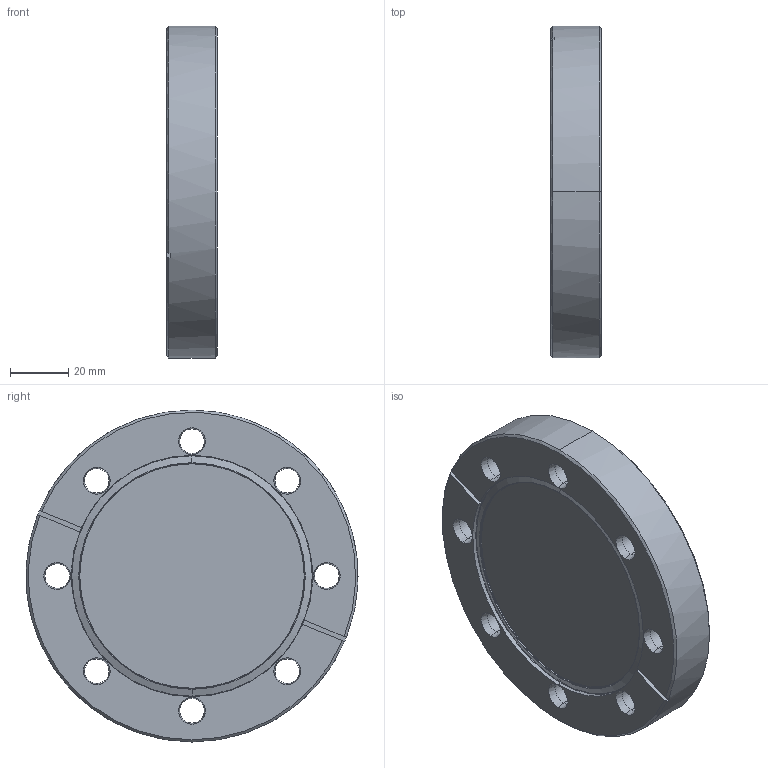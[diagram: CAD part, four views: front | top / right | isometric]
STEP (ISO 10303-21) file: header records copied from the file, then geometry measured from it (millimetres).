
FILE_DESCRIPTION (( 'STEP AP214' ), '1' );
FILE_NAME ('110018.STEP', '2024-02-05T16:13:18', ( '' ), ( '' ), 'SwSTEP 2.0', 'SolidWorks 2022', '' );
FILE_SCHEMA (( 'AUTOMOTIVE_DESIGN' ));
Length unit declared in the file: inch
Products named in the file (1): 110018
Bounding box: 17.27 x 113.54 x 113.54 mm (x, y, z)
Volume: 159830.6 mm3; surface area: 29361.3 mm2
Topology: 1 solids, 1 shells, 77 faces, 180 edges, 105 vertices
Faces by surface type: cone 41, cylinder 20, plane 10, torus 6
Entity records: 2271 total; most frequent: DIRECTION 433, CARTESIAN_POINT 375, ORIENTED_EDGE 360, EDGE_CURVE 180, AXIS2_PLACEMENT_3D 179, VERTEX_POINT 105, CIRCLE 101, EDGE_LOOP 93
